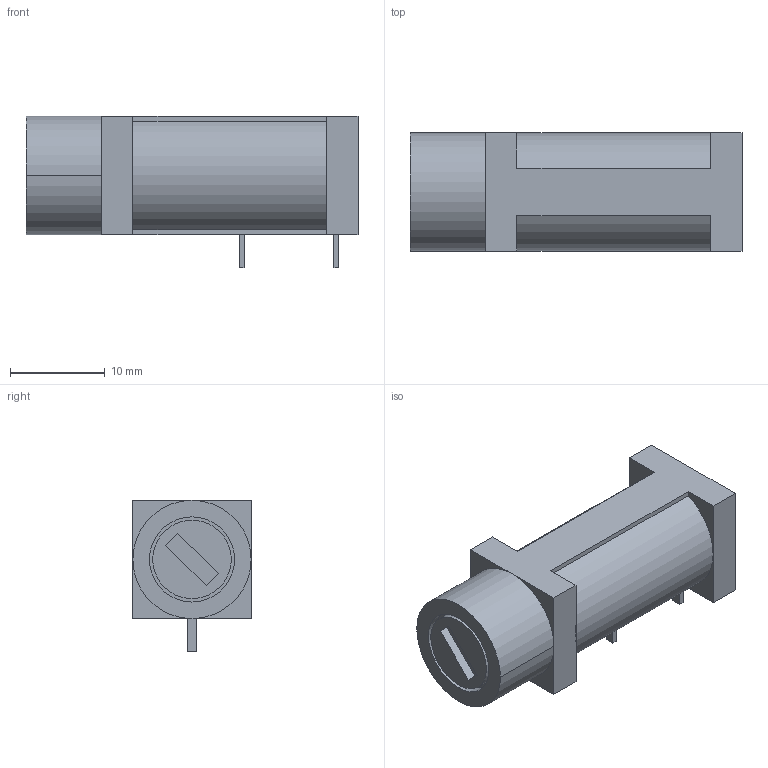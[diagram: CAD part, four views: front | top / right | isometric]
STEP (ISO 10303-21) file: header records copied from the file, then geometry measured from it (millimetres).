
FILE_DESCRIPTION((''),'2;1');
FILE_NAME('FUSH_BULGIN_FX0457.stp','2015-10-13T14:10:07',(''),(''),'Mechanical Desktop 2011','Mechanical Desktop 2011',', , ');
FILE_SCHEMA(('AUTOMOTIVE_DESIGN { 1 2 10303 214 1 1 1 1 }'));
Length unit declared in the file: millimetre
Products named in the file (1): Product
Bounding box: 35.1 x 12.5 x 16 mm (x, y, z)
Volume: 4547 mm3; surface area: 2041.8 mm2
Topology: 4 solids, 4 shells, 51 faces, 116 edges, 74 vertices
Faces by surface type: plane 24, bspline 19, cylinder 8
Entity records: 1465 total; most frequent: CARTESIAN_POINT 299, ORIENTED_EDGE 232, DIRECTION 204, EDGE_CURVE 116, VECTOR 94, LINE 94, VERTEX_POINT 74, AXIS2_PLACEMENT_3D 55
